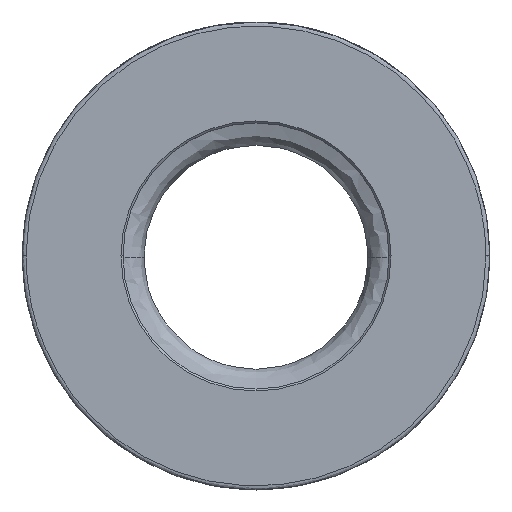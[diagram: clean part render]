
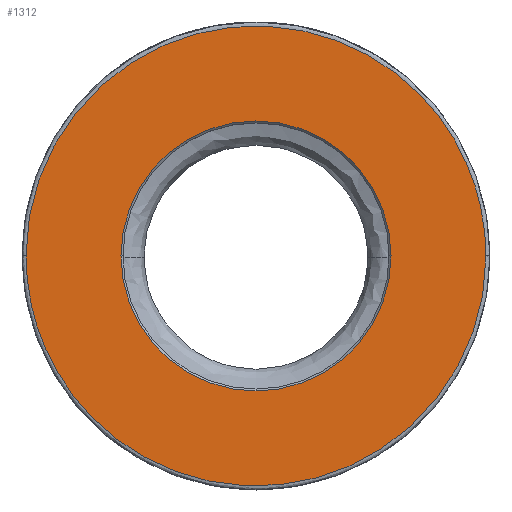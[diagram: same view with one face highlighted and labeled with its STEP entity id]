
A CAD part, top view. The second image highlights one B-rep face of the part: STEP entity #1312.
In plain terms, the highlighted planar face has unit normal (0, 0, 1).
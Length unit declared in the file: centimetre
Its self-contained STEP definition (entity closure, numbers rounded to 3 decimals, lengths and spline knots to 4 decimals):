
#1312 = ADVANCED_FACE ( 'NONE', ( #19917, #19920 ), #7013, .T. ) ;
#4484 =( BOUNDED_CURVE ( )  B_SPLINE_CURVE ( 3, ( #28297, #28296, #28301, #28302 ),
 .UNSPECIFIED., .F., .F. ) 
 B_SPLINE_CURVE_WITH_KNOTS ( ( 4, 4 ),
 ( 0.5, 1. ),
 .UNSPECIFIED. ) 
 CURVE ( )  GEOMETRIC_REPRESENTATION_ITEM ( )  RATIONAL_B_SPLINE_CURVE ( ( 1., 0.333, 0.333, 1. ) ) 
 REPRESENTATION_ITEM ( '' )  );
#4503 =( BOUNDED_CURVE ( )  B_SPLINE_CURVE ( 3, ( #28352, #28347, #28370, #28371 ),
 .UNSPECIFIED., .F., .F. ) 
 B_SPLINE_CURVE_WITH_KNOTS ( ( 4, 4 ),
 ( 0., 0.5 ),
 .UNSPECIFIED. ) 
 CURVE ( )  GEOMETRIC_REPRESENTATION_ITEM ( )  RATIONAL_B_SPLINE_CURVE ( ( 1., 0.333, 0.333, 1. ) ) 
 REPRESENTATION_ITEM ( '' )  );
#7007 = CARTESIAN_POINT ( 'NONE',  ( 0.8522, 0., 0. ) ) ;
#7013 = PLANE ( 'NONE',  #24117 ) ;
#7015 = DIRECTION ( 'NONE',  ( 0., 0., 1. ) ) ;
#7016 = DIRECTION ( 'NONE',  ( 1., 0., 0. ) ) ;
#8688 = VERTEX_POINT ( 'NONE', #9372 ) ;
#8820 = VERTEX_POINT ( 'NONE', #9512 ) ;
#9015 = ORIENTED_EDGE ( 'NONE', *, *, #19635, .F. ) ;
#9372 = CARTESIAN_POINT ( 'NONE',  ( -1.4732, 0., 0. ) ) ;
#9512 = CARTESIAN_POINT ( 'NONE',  ( 1.4732, 0., 0. ) ) ;
#9683 = CARTESIAN_POINT ( 'NONE',  ( -0.8649, 0., 0. ) ) ;
#9691 = CARTESIAN_POINT ( 'NONE',  ( 0.8649, 0., 0. ) ) ;
#10574 = VERTEX_POINT ( 'NONE', #9683 ) ;
#10582 = VERTEX_POINT ( 'NONE', #9691 ) ;
#14762 = CARTESIAN_POINT ( 'NONE',  ( 0., 0., 0. ) ) ;
#14763 = DIRECTION ( 'NONE',  ( 0., 0., -1. ) ) ;
#14764 = DIRECTION ( 'NONE',  ( 1., 0., 0. ) ) ;
#15373 = CARTESIAN_POINT ( 'NONE',  ( 0., 0., 0. ) ) ;
#15374 = DIRECTION ( 'NONE',  ( 0., 0., -1. ) ) ;
#15375 = DIRECTION ( 'NONE',  ( 1., 0., 0. ) ) ;
#18846 = ORIENTED_EDGE ( 'NONE', *, *, #21641, .T. ) ;
#18860 = ORIENTED_EDGE ( 'NONE', *, *, #19622, .F. ) ;
#18867 = ORIENTED_EDGE ( 'NONE', *, *, #24070, .T. ) ;
#19622 = EDGE_CURVE ( 'NONE', #8688, #8820, #4484, .T. ) ;
#19635 = EDGE_CURVE ( 'NONE', #8820, #8688, #4503, .T. ) ;
#19917 = FACE_OUTER_BOUND ( 'NONE', #23769, .T. ) ;
#19920 = FACE_BOUND ( 'NONE', #23747, .T. ) ;
#21641 = EDGE_CURVE ( 'NONE', #10574, #10582, #33814, .T. ) ;
#23747 = EDGE_LOOP ( 'NONE', ( #18867, #18846 ) ) ;
#23769 = EDGE_LOOP ( 'NONE', ( #9015, #18860 ) ) ;
#24070 = EDGE_CURVE ( 'NONE', #10582, #10574, #33875, .T. ) ;
#24117 = AXIS2_PLACEMENT_3D ( 'NONE', #7007, #7015, #7016 ) ;
#28296 = CARTESIAN_POINT ( 'NONE',  ( -1.4732, 2.9464, 0. ) ) ;
#28297 = CARTESIAN_POINT ( 'NONE',  ( -1.4732, 0., 0. ) ) ;
#28301 = CARTESIAN_POINT ( 'NONE',  ( 1.4732, 2.9464, 0. ) ) ;
#28302 = CARTESIAN_POINT ( 'NONE',  ( 1.4732, 0., 0. ) ) ;
#28347 = CARTESIAN_POINT ( 'NONE',  ( 1.4732, -2.9464, 0. ) ) ;
#28352 = CARTESIAN_POINT ( 'NONE',  ( 1.4732, 0., 0. ) ) ;
#28370 = CARTESIAN_POINT ( 'NONE',  ( -1.4732, -2.9464, 0. ) ) ;
#28371 = CARTESIAN_POINT ( 'NONE',  ( -1.4732, 0., 0. ) ) ;
#29340 = AXIS2_PLACEMENT_3D ( 'NONE', #14762, #14763, #14764 ) ;
#29369 = AXIS2_PLACEMENT_3D ( 'NONE', #15373, #15374, #15375 ) ;
#33814 = CIRCLE ( 'NONE', #29340, 0.8649 ) ;
#33875 = CIRCLE ( 'NONE', #29369, 0.8649 ) ;
